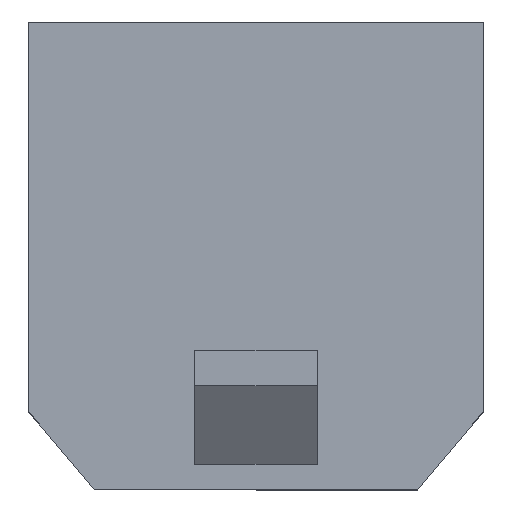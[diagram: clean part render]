
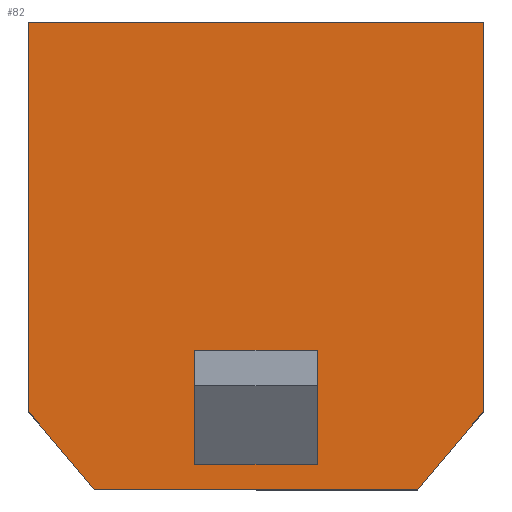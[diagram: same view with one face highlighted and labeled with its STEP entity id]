
A CAD part, top view. The second image highlights one B-rep face of the part: STEP entity #82.
In plain terms, the highlighted planar face has unit normal (0, 0, 1).
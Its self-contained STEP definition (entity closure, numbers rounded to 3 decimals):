
#46=FACE_BOUND('',#407,.T.);
#47=FACE_BOUND('',#408,.T.);
#82=ADVANCED_FACE('',(#46,#47),#191,.T.);
#191=PLANE('',#1984);
#407=EDGE_LOOP('',(#603,#604,#605,#606,#607,#608));
#408=EDGE_LOOP('',(#609,#610,#611,#612));
#603=ORIENTED_EDGE('',*,*,#1263,.F.);
#604=ORIENTED_EDGE('',*,*,#1269,.F.);
#605=ORIENTED_EDGE('',*,*,#1285,.T.);
#606=ORIENTED_EDGE('',*,*,#1286,.T.);
#607=ORIENTED_EDGE('',*,*,#1259,.F.);
#608=ORIENTED_EDGE('',*,*,#1280,.F.);
#609=ORIENTED_EDGE('',*,*,#1287,.T.);
#610=ORIENTED_EDGE('',*,*,#1288,.T.);
#611=ORIENTED_EDGE('',*,*,#1289,.F.);
#612=ORIENTED_EDGE('',*,*,#1290,.F.);
#1084=VERTEX_POINT('',#2707);
#1087=VERTEX_POINT('',#2712);
#1088=VERTEX_POINT('',#2716);
#1091=VERTEX_POINT('',#2721);
#1097=VERTEX_POINT('',#2734);
#1109=VERTEX_POINT('',#2765);
#1110=VERTEX_POINT('',#2768);
#1111=VERTEX_POINT('',#2769);
#1112=VERTEX_POINT('',#2771);
#1113=VERTEX_POINT('',#2773);
#1259=EDGE_CURVE('',#1087,#1084,#1518,.T.);
#1263=EDGE_CURVE('',#1091,#1088,#1522,.T.);
#1269=EDGE_CURVE('',#1097,#1091,#1528,.T.);
#1280=EDGE_CURVE('',#1088,#1087,#1539,.T.);
#1285=EDGE_CURVE('',#1097,#1109,#1544,.T.);
#1286=EDGE_CURVE('',#1109,#1084,#1545,.T.);
#1287=EDGE_CURVE('',#1110,#1111,#1546,.T.);
#1288=EDGE_CURVE('',#1111,#1112,#1547,.T.);
#1289=EDGE_CURVE('',#1113,#1112,#1548,.T.);
#1290=EDGE_CURVE('',#1110,#1113,#1549,.T.);
#1518=LINE('',#2713,#1767);
#1522=LINE('',#2722,#1771);
#1528=LINE('',#2735,#1777);
#1539=LINE('',#2756,#1788);
#1544=LINE('',#2764,#1793);
#1545=LINE('',#2766,#1794);
#1546=LINE('',#2767,#1795);
#1547=LINE('',#2770,#1796);
#1548=LINE('',#2772,#1797);
#1549=LINE('',#2774,#1798);
#1767=VECTOR('',#2165,1.);
#1771=VECTOR('',#2171,1.);
#1777=VECTOR('',#2179,1.);
#1788=VECTOR('',#2192,1.);
#1793=VECTOR('',#2199,1.);
#1794=VECTOR('',#2200,1.);
#1795=VECTOR('',#2201,1.);
#1796=VECTOR('',#2202,1.);
#1797=VECTOR('',#2203,1.);
#1798=VECTOR('',#2204,1.);
#1984=AXIS2_PLACEMENT_3D('',#2775,#2205,#2206);
#2165=DIRECTION('',(-0.643,0.766,0.));
#2171=DIRECTION('',(-0.643,-0.766,0.));
#2179=DIRECTION('',(0.,-1.,0.));
#2192=DIRECTION('',(-1.,0.,0.));
#2199=DIRECTION('',(-1.,0.,0.));
#2200=DIRECTION('',(0.,-1.,0.));
#2201=DIRECTION('',(-1.,0.,0.));
#2202=DIRECTION('',(0.,1.,0.));
#2203=DIRECTION('',(-1.,0.,0.));
#2204=DIRECTION('',(0.,1.,0.));
#2205=DIRECTION('',(0.,0.,1.));
#2206=DIRECTION('',(1.,0.,0.));
#2707=CARTESIAN_POINT('',(-4.825,1.668,3.86));
#2712=CARTESIAN_POINT('',(-3.425,0.,3.86));
#2713=CARTESIAN_POINT('',(-3.425,0.,3.86));
#2716=CARTESIAN_POINT('',(3.425,0.,3.86));
#2721=CARTESIAN_POINT('',(4.825,1.668,3.86));
#2722=CARTESIAN_POINT('',(4.825,1.668,3.86));
#2734=CARTESIAN_POINT('',(4.825,9.9,3.86));
#2735=CARTESIAN_POINT('',(4.825,9.9,3.86));
#2756=CARTESIAN_POINT('',(4.825,0.,3.86));
#2764=CARTESIAN_POINT('',(4.825,9.9,3.86));
#2765=CARTESIAN_POINT('',(-4.825,9.9,3.86));
#2766=CARTESIAN_POINT('',(-4.825,9.9,3.86));
#2767=CARTESIAN_POINT('',(1.3,0.54,3.86));
#2768=CARTESIAN_POINT('',(1.3,0.54,3.86));
#2769=CARTESIAN_POINT('',(-1.3,0.54,3.86));
#2770=CARTESIAN_POINT('',(-1.3,0.54,3.86));
#2771=CARTESIAN_POINT('',(-1.3,2.95,3.86));
#2772=CARTESIAN_POINT('',(1.3,2.95,3.86));
#2773=CARTESIAN_POINT('',(1.3,2.95,3.86));
#2774=CARTESIAN_POINT('',(1.3,0.54,3.86));
#2775=CARTESIAN_POINT('',(4.825,9.9,3.86));
